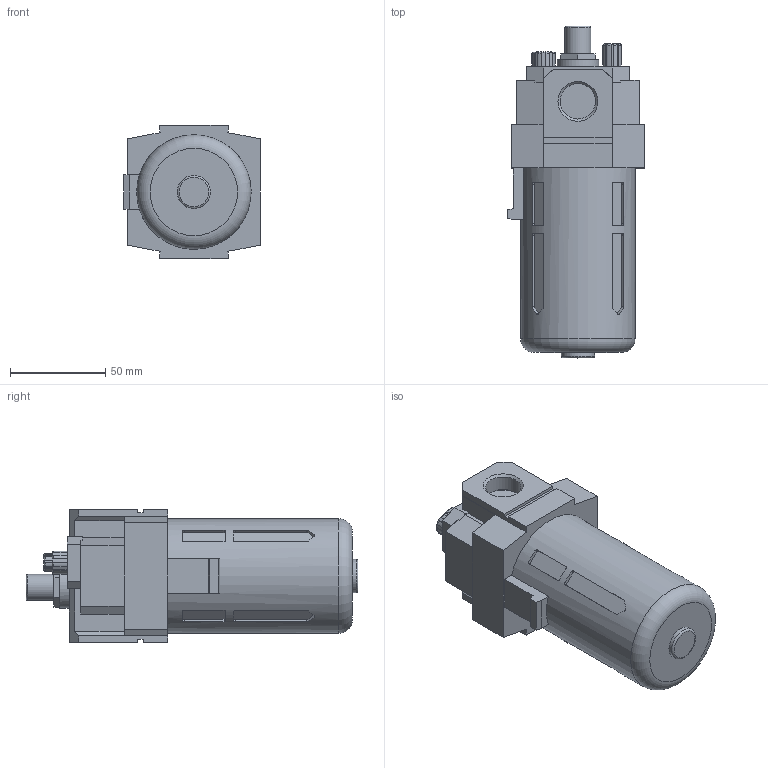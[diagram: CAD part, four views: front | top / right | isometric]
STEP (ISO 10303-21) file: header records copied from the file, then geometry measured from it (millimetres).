
FILE_DESCRIPTION(/* description */ ('STEP AP203'),/* implementation_level */ '2;1');
FILE_NAME(/* name */ 'EIL4000-04',/* time_stamp */ '2025-07-02T17:00:28+02:00',/* author */ ('License CC BY-ND 4.0'),/* organization */ ('CADENAS'),/* preprocessor_version */ 'ST-DEVELOPER v19.3',/* originating_system */ 'PARTsolutions',/* authorisation */ ' ');
FILE_SCHEMA (('CONFIG_CONTROL_DESIGN'));
Length unit declared in the file: millimetre
Products named in the file (1): EIL4000-04
Bounding box: 72 x 174.7 x 70 mm (x, y, z)
Volume: 474647.4 mm3; surface area: 46306.6 mm2
Topology: 1 solids, 1 shells, 266 faces, 717 edges, 473 vertices
Faces by surface type: plane 185, cylinder 64, cone 12, torus 5
Full cylindrical faces by diameter (mm): 4.134 x4, 13.7 x1, 17.5 x1, 18.631 x2, 22 x1, 60.2 x1
Entity records: 8249 total; most frequent: CARTESIAN_POINT 1720, ORIENTED_EDGE 1372, DIRECTION 1261, EDGE_CURVE 686, VERTEX_POINT 469, LINE 465, VECTOR 465, AXIS2_PLACEMENT_3D 398
